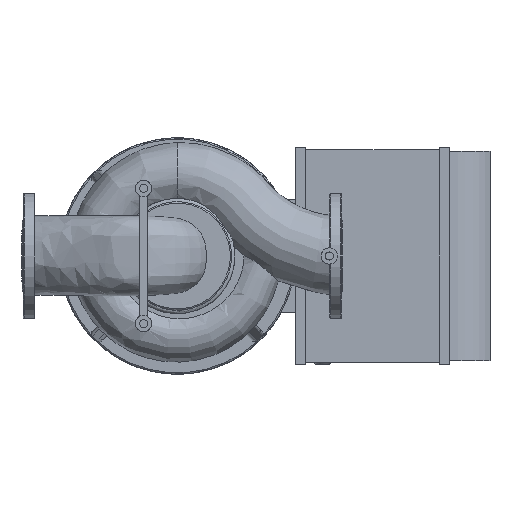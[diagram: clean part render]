
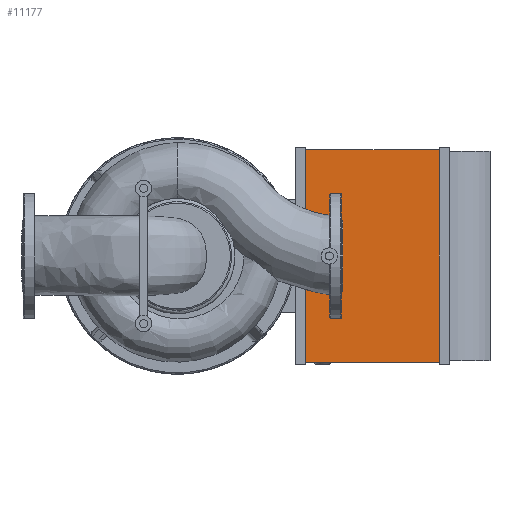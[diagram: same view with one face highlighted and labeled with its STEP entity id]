
A CAD part, front view. The second image highlights one B-rep face of the part: STEP entity #11177.
In plain terms, the highlighted planar face has unit normal (0, -1, 0).
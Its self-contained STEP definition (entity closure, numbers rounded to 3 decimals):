
#907=LINE($,#25966,#1858);
#939=LINE($,#26045,#1890);
#940=LINE($,#26047,#1891);
#941=LINE($,#26048,#1892);
#1858=VECTOR($,#15293,198.);
#1890=VECTOR($,#15365,314.);
#1891=VECTOR($,#15366,198.);
#1892=VECTOR($,#15367,314.);
#2392=PLANE($,#12341);
#3156=FACE_OUTER_BOUND($,#3939,.T.);
#3939=EDGE_LOOP($,(#10073,#10074,#10075,#10076));
#5554=VERTEX_POINT($,#25963);
#5555=VERTEX_POINT($,#25965);
#5582=VERTEX_POINT($,#26044);
#5583=VERTEX_POINT($,#26046);
#7064=EDGE_CURVE($,#5555,#5554,#907,.T.);
#7102=EDGE_CURVE($,#5582,#5554,#939,.T.);
#7103=EDGE_CURVE($,#5582,#5583,#940,.T.);
#7104=EDGE_CURVE($,#5583,#5555,#941,.T.);
#10073=ORIENTED_EDGE($,*,*,#7064,.T.);
#10074=ORIENTED_EDGE($,*,*,#7102,.F.);
#10075=ORIENTED_EDGE($,*,*,#7103,.T.);
#10076=ORIENTED_EDGE($,*,*,#7104,.T.);
#11177=ADVANCED_FACE($,(#3156),#2392,.T.);
#12341=AXIS2_PLACEMENT_3D($,#26043,#15363,#15364);
#15293=DIRECTION($,(1.,0.,0.));
#15363=DIRECTION('center_axis',(0.,-1.,0.));
#15364=DIRECTION('ref_axis',(0.,0.,-1.));
#15365=DIRECTION($,(0.,0.,-1.));
#15366=DIRECTION($,(-1.,0.,0.));
#15367=DIRECTION($,(0.,0.,-1.));
#25963=CARTESIAN_POINT('',(618.,348.,-157.));
#25965=CARTESIAN_POINT('',(420.,348.,-157.));
#25966=CARTESIAN_POINT($,(568.5,348.,-157.));
#26043=CARTESIAN_POINT('Origin',(618.,348.,0.));
#26044=CARTESIAN_POINT('',(618.,348.,157.));
#26045=CARTESIAN_POINT($,(618.,348.,0.));
#26046=CARTESIAN_POINT('',(420.,348.,157.));
#26047=CARTESIAN_POINT($,(568.5,348.,157.));
#26048=CARTESIAN_POINT($,(420.,348.,0.));
